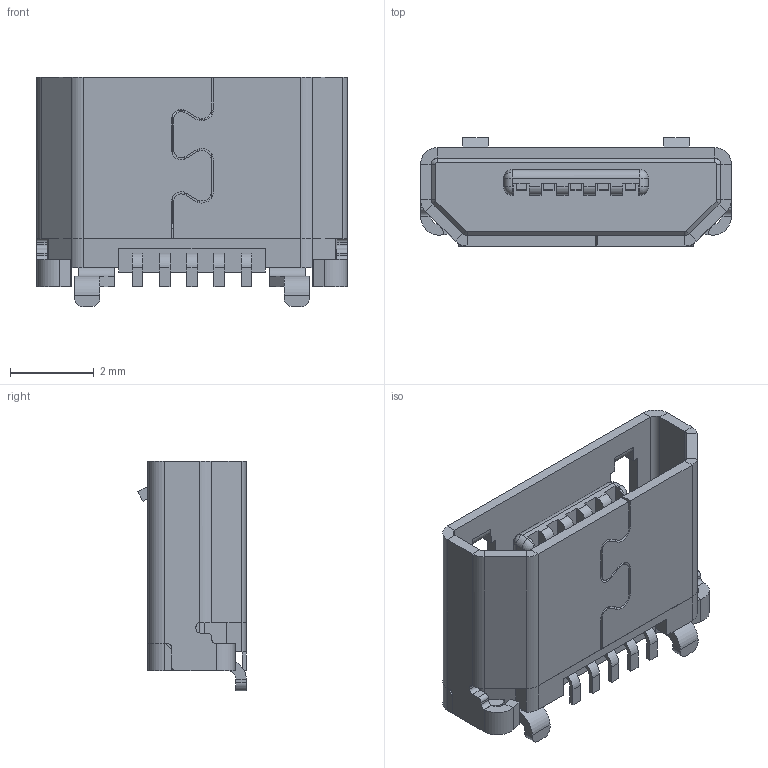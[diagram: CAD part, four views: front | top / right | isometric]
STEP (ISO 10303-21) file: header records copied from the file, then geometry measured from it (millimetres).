
FILE_DESCRIPTION (( 'STEP AP214' ), '1' );
FILE_NAME ('DX4R005HJ5R2000.STEP', '2019-09-13T11:33:00', ( '' ), ( '' ), 'SwSTEP 2.0', 'SolidWorks 2017', '' );
FILE_SCHEMA (( 'AUTOMOTIVE_DESIGN' ));
Length unit declared in the file: millimetre
Products named in the file (1): DX4R005HJ5R2000
Bounding box: 7.42 x 2.59 x 5.47 mm (x, y, z)
Volume: 37.7 mm3; surface area: 263.2 mm2
Topology: 12 solids, 12 shells, 423 faces, 1061 edges, 661 vertices
Faces by surface type: plane 309, cylinder 103, cone 6, sphere 5
Entity records: 12534 total; most frequent: CARTESIAN_POINT 2162, ORIENTED_EDGE 2118, DIRECTION 2115, EDGE_CURVE 1059, LINE 839, VECTOR 839, VERTEX_POINT 661, AXIS2_PLACEMENT_3D 638
